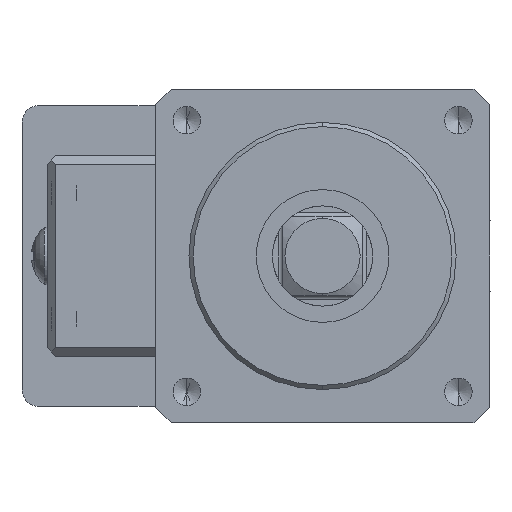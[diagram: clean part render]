
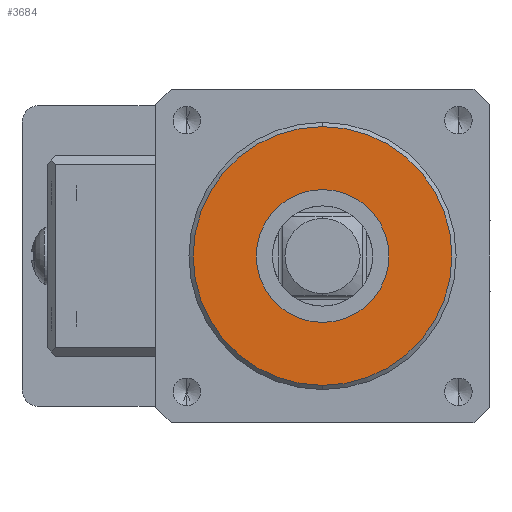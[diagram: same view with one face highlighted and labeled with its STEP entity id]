
A CAD part, left-side view. The second image highlights one B-rep face of the part: STEP entity #3684.
In plain terms, the highlighted planar face has unit normal (-1, 0, 0).
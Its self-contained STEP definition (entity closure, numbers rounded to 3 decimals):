
#574 = FACE_OUTER_BOUND ( 'NONE', #6769, .T. ) ;
#605 = DIRECTION ( 'NONE',  ( 1., 0., 0. ) ) ;
#901 = AXIS2_PLACEMENT_3D ( 'NONE', #4435, #605, #9744 ) ;
#1127 = AXIS2_PLACEMENT_3D ( 'NONE', #8296, #12466, #13506 ) ;
#1399 = FACE_BOUND ( 'NONE', #10402, .T. ) ;
#1842 = PLANE ( 'NONE',  #1127 ) ;
#1846 = CIRCLE ( 'NONE', #12232, 7.95 ) ;
#1923 = ORIENTED_EDGE ( 'NONE', *, *, #9816, .F. ) ;
#2169 = EDGE_CURVE ( 'NONE', #2657, #12527, #7441, .T. ) ;
#2199 = EDGE_CURVE ( 'NONE', #14473, #5498, #1846, .T. ) ;
#2623 = EDGE_CURVE ( 'NONE', #5498, #14473, #7030, .T. ) ;
#2657 = VERTEX_POINT ( 'NONE', #8607 ) ;
#2726 = CARTESIAN_POINT ( 'NONE',  ( 26., 0., 0. ) ) ;
#3417 = ORIENTED_EDGE ( 'NONE', *, *, #2623, .T. ) ;
#3684 = ADVANCED_FACE ( 'NONE', ( #1399, #574 ), #1842, .T. ) ;
#3823 = DIRECTION ( 'NONE',  ( 0., 0., -1. ) ) ;
#3966 = CARTESIAN_POINT ( 'NONE',  ( 26., 0., 0. ) ) ;
#4435 = CARTESIAN_POINT ( 'NONE',  ( 26., 0., 0. ) ) ;
#4718 = ORIENTED_EDGE ( 'NONE', *, *, #2169, .F. ) ;
#5415 = DIRECTION ( 'NONE',  ( 1., 0., 0. ) ) ;
#5498 = VERTEX_POINT ( 'NONE', #9084 ) ;
#6558 = AXIS2_PLACEMENT_3D ( 'NONE', #11800, #11864, #3823 ) ;
#6769 = EDGE_LOOP ( 'NONE', ( #4718, #1923 ) ) ;
#7030 = CIRCLE ( 'NONE', #901, 7.95 ) ;
#7441 = CIRCLE ( 'NONE', #6558, 15.5 ) ;
#8296 = CARTESIAN_POINT ( 'NONE',  ( 26., 7.95, 0. ) ) ;
#8607 = CARTESIAN_POINT ( 'NONE',  ( 26., 0., -15.5 ) ) ;
#9084 = CARTESIAN_POINT ( 'NONE',  ( 26., 0., 7.95 ) ) ;
#9744 = DIRECTION ( 'NONE',  ( 0., 0., -1. ) ) ;
#9816 = EDGE_CURVE ( 'NONE', #12527, #2657, #12860, .T. ) ;
#10402 = EDGE_LOOP ( 'NONE', ( #10635, #3417 ) ) ;
#10629 = DIRECTION ( 'NONE',  ( 1., 0., 0. ) ) ;
#10635 = ORIENTED_EDGE ( 'NONE', *, *, #2199, .T. ) ;
#11800 = CARTESIAN_POINT ( 'NONE',  ( 26., 0., 0. ) ) ;
#11864 = DIRECTION ( 'NONE',  ( 1., 0., 0. ) ) ;
#11927 = DIRECTION ( 'NONE',  ( 0., 0., -1. ) ) ;
#11968 = DIRECTION ( 'NONE',  ( 0., 0., -1. ) ) ;
#12232 = AXIS2_PLACEMENT_3D ( 'NONE', #2726, #10629, #11968 ) ;
#12466 = DIRECTION ( 'NONE',  ( -1., 0., 0. ) ) ;
#12527 = VERTEX_POINT ( 'NONE', #16016 ) ;
#12860 = CIRCLE ( 'NONE', #17003, 15.5 ) ;
#13506 = DIRECTION ( 'NONE',  ( 0., 0., 1. ) ) ;
#14213 = CARTESIAN_POINT ( 'NONE',  ( 26., 0., -7.95 ) ) ;
#14473 = VERTEX_POINT ( 'NONE', #14213 ) ;
#16016 = CARTESIAN_POINT ( 'NONE',  ( 26., 0., 15.5 ) ) ;
#17003 = AXIS2_PLACEMENT_3D ( 'NONE', #3966, #5415, #11927 ) ;
